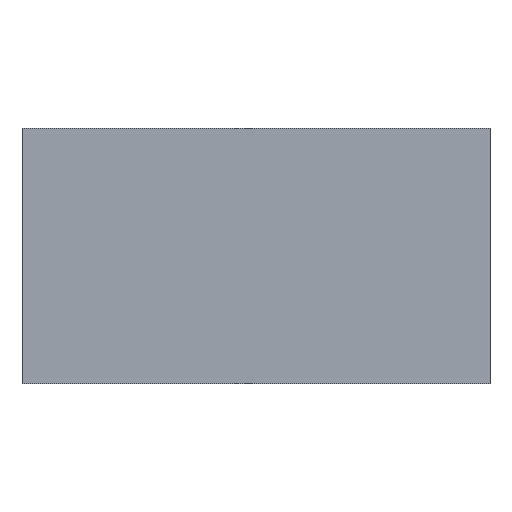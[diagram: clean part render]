
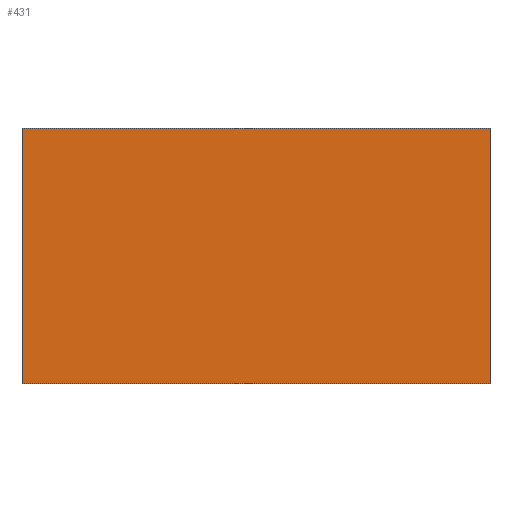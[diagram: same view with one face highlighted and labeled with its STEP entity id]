
A CAD part, front view. The second image highlights one B-rep face of the part: STEP entity #431.
In plain terms, the highlighted planar face has unit normal (0, -1, 0).
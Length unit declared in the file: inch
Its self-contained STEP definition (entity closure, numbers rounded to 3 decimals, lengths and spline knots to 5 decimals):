
#431 = ADVANCED_FACE( '', ( #897 ), #898, .F. );
#897 = FACE_OUTER_BOUND( '', #1364, .T. );
#898 = PLANE( '', #1365 );
#1364 = EDGE_LOOP( '', ( #2630, #2631, #2632, #2633 ) );
#1365 = AXIS2_PLACEMENT_3D( '', #2634, #2635, #2636 );
#2630 = ORIENTED_EDGE( '', *, *, #3163, .T. );
#2631 = ORIENTED_EDGE( '', *, *, #2976, .F. );
#2632 = ORIENTED_EDGE( '', *, *, #3223, .F. );
#2633 = ORIENTED_EDGE( '', *, *, #3053, .T. );
#2634 = CARTESIAN_POINT( '', ( 2.75, 0., 1.5 ) );
#2635 = DIRECTION( '', ( 0., 1., 0. ) );
#2636 = DIRECTION( '', ( 0., 0., 1. ) );
#2976 = EDGE_CURVE( '', #3675, #3670, #3677, .T. );
#3053 = EDGE_CURVE( '', #3803, #3801, #3804, .T. );
#3163 = EDGE_CURVE( '', #3801, #3670, #3929, .T. );
#3223 = EDGE_CURVE( '', #3803, #3675, #3992, .T. );
#3670 = VERTEX_POINT( '', #4577 );
#3675 = VERTEX_POINT( '', #4584 );
#3677 = LINE( '', #4587, #4588 );
#3801 = VERTEX_POINT( '', #4757 );
#3803 = VERTEX_POINT( '', #4760 );
#3804 = LINE( '', #4761, #4762 );
#3929 = LINE( '', #4941, #4942 );
#3992 = LINE( '', #5024, #5025 );
#4577 = CARTESIAN_POINT( '', ( 0., 0., 0. ) );
#4584 = CARTESIAN_POINT( '', ( 2.75, 0., 0. ) );
#4587 = CARTESIAN_POINT( '', ( 2.75, 0., 0. ) );
#4588 = VECTOR( '', #5391, 39.37008 );
#4757 = CARTESIAN_POINT( '', ( 0., 0., 1.5 ) );
#4760 = CARTESIAN_POINT( '', ( 2.75, 0., 1.5 ) );
#4761 = CARTESIAN_POINT( '', ( 2.75, 0., 1.5 ) );
#4762 = VECTOR( '', #5513, 39.37008 );
#4941 = CARTESIAN_POINT( '', ( 0., 0., 1.5 ) );
#4942 = VECTOR( '', #5598, 39.37008 );
#5024 = CARTESIAN_POINT( '', ( 2.75, 0., 1.5 ) );
#5025 = VECTOR( '', #5627, 39.37008 );
#5391 = DIRECTION( '', ( -1., 0., 0. ) );
#5513 = DIRECTION( '', ( -1., 0., 0. ) );
#5598 = DIRECTION( '', ( 0., 0., -1. ) );
#5627 = DIRECTION( '', ( 0., 0., -1. ) );
